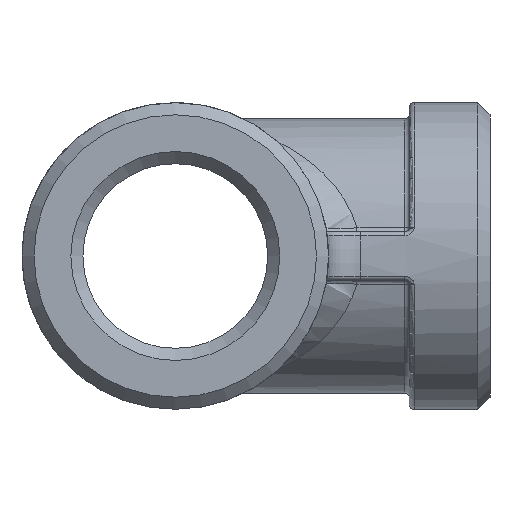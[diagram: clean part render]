
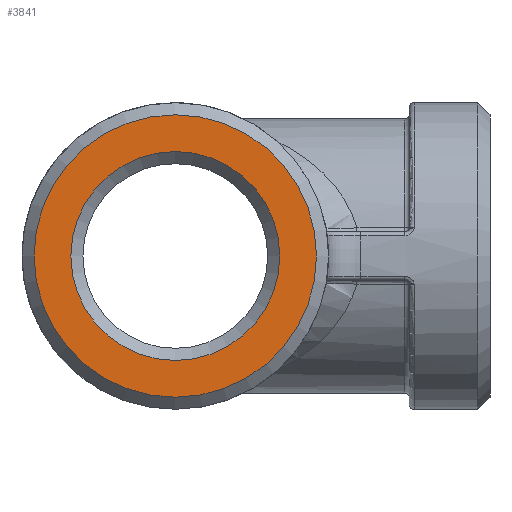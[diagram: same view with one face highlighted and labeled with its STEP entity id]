
A CAD part, left-side view. The second image highlights one B-rep face of the part: STEP entity #3841.
In plain terms, the highlighted planar face has unit normal (-1, 0, 0).
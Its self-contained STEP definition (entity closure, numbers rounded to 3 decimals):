
#3725 = EDGE_LOOP ( 'NONE', ( #4247 ) ) ;
#3726 = EDGE_LOOP ( 'NONE', ( #4248 ) ) ;
#3841 = ADVANCED_FACE ( 'NONE', ( #16375, #16376 ), #16173, .T. ) ;
#4247 = ORIENTED_EDGE ( 'NONE', *, *, #4906, .F. ) ;
#4248 = ORIENTED_EDGE ( 'NONE', *, *, #4904, .F. ) ;
#4904 = EDGE_CURVE ( 'NONE', #11717, #11717, #5847, .T. ) ;
#4906 = EDGE_CURVE ( 'NONE', #11719, #11719, #11614, .T. ) ;
#5847 = CIRCLE ( 'NONE', #6760, 6.473 ) ;
#6760 = AXIS2_PLACEMENT_3D ( 'NONE', #15822, #15821, #15819 ) ;
#11428 = CARTESIAN_POINT ( 'NONE',  ( -19.5, 0., -8.75 ) ) ;
#11434 = CARTESIAN_POINT ( 'NONE',  ( -19.5, -6.473, 0. ) ) ;
#11533 = CARTESIAN_POINT ( 'NONE',  ( -19.5, 0., 0. ) ) ;
#11534 = DIRECTION ( 'NONE',  ( 1., 0., 0. ) ) ;
#11535 = DIRECTION ( 'NONE',  ( 0., 0., -1. ) ) ;
#11614 = CIRCLE ( 'NONE', #22464, 8.75 ) ;
#11717 = VERTEX_POINT ( 'NONE', #11434 ) ;
#11719 = VERTEX_POINT ( 'NONE', #11428 ) ;
#15164 = AXIS2_PLACEMENT_3D ( 'NONE', #16174, #16175, #16176 ) ;
#15819 = DIRECTION ( 'NONE',  ( 0., -1., 0. ) ) ;
#15821 = DIRECTION ( 'NONE',  ( -1., 0., 0. ) ) ;
#15822 = CARTESIAN_POINT ( 'NONE',  ( -19.5, 0., 0. ) ) ;
#16173 = PLANE ( 'NONE',  #15164 ) ;
#16174 = CARTESIAN_POINT ( 'NONE',  ( -19.5, 8.75, 0. ) ) ;
#16175 = DIRECTION ( 'NONE',  ( -1., 0., 0. ) ) ;
#16176 = DIRECTION ( 'NONE',  ( 0., 0., 1. ) ) ;
#16375 = FACE_OUTER_BOUND ( 'NONE', #3725, .T. ) ;
#16376 = FACE_BOUND ( 'NONE', #3726, .T. ) ;
#22464 = AXIS2_PLACEMENT_3D ( 'NONE', #11533, #11534, #11535 ) ;
